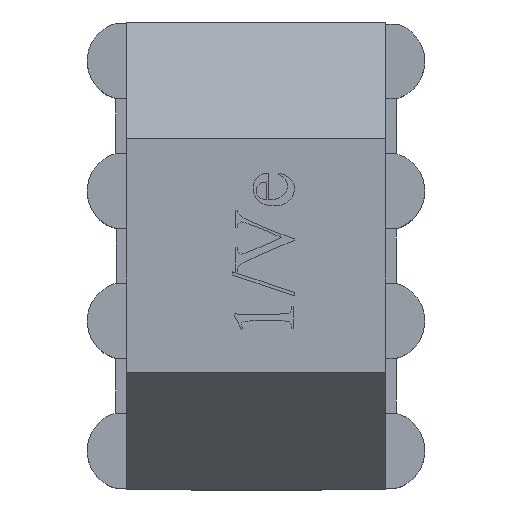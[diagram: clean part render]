
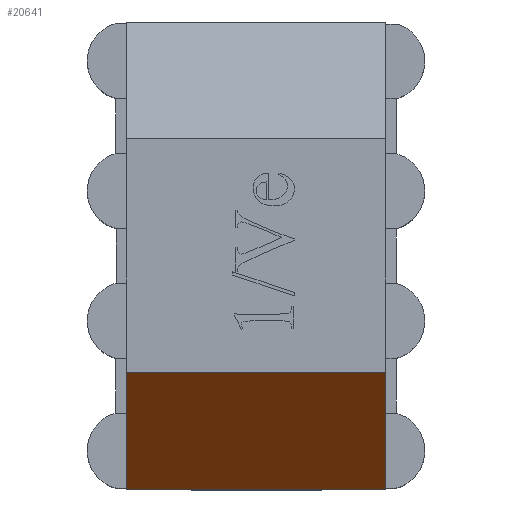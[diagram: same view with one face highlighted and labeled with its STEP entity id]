
A CAD part, top view. The second image highlights one B-rep face of the part: STEP entity #20641.
In plain terms, the highlighted planar face has unit normal (0, -0.743, 0.669).
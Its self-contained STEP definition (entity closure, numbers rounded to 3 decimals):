
#8257 = PLANE('',#8258);
#8258 = AXIS2_PLACEMENT_3D('',#8259,#8260,#8261);
#8259 = CARTESIAN_POINT('',(1.5,0.,15.));
#8260 = DIRECTION('',(0.,-1.,0.));
#8261 = DIRECTION('',(0.,0.,-1.));
#9313 = PLANE('',#9314);
#9314 = AXIS2_PLACEMENT_3D('',#9315,#9316,#9317);
#9315 = CARTESIAN_POINT('',(1.5,0.,1.5));
#9316 = DIRECTION('',(-1.,0.,0.));
#9317 = DIRECTION('',(0.,0.,-1.));
#9352 = VERTEX_POINT('',#9353);
#9353 = CARTESIAN_POINT('',(1.5,0.,15.));
#9588 = VERTEX_POINT('',#9589);
#9589 = CARTESIAN_POINT('',(11.5,0.,15.));
#9603 = PLANE('',#9604);
#9604 = AXIS2_PLACEMENT_3D('',#9605,#9606,#9607);
#9605 = CARTESIAN_POINT('',(11.5,10.051,7.5));
#9606 = DIRECTION('',(1.,0.,0.));
#9607 = DIRECTION('',(0.,0.,1.));
#9615 = EDGE_CURVE('',#9352,#9588,#9616,.T.);
#9616 = SURFACE_CURVE('',#9617,(#9621,#9628),.PCURVE_S1.);
#9617 = LINE('',#9618,#9619);
#9618 = CARTESIAN_POINT('',(1.5,0.,15.));
#9619 = VECTOR('',#9620,1.);
#9620 = DIRECTION('',(1.,0.,0.));
#9621 = PCURVE('',#8257,#9622);
#9622 = DEFINITIONAL_REPRESENTATION('',(#9623),#9627);
#9623 = LINE('',#9624,#9625);
#9624 = CARTESIAN_POINT('',(0.,0.));
#9625 = VECTOR('',#9626,1.);
#9626 = DIRECTION('',(0.,1.));
#9627 = ( GEOMETRIC_REPRESENTATION_CONTEXT(2) 
PARAMETRIC_REPRESENTATION_CONTEXT() REPRESENTATION_CONTEXT('2D SPACE',''
  ) );
#9628 = PCURVE('',#9629,#9634);
#9629 = PLANE('',#9630);
#9630 = AXIS2_PLACEMENT_3D('',#9631,#9632,#9633);
#9631 = CARTESIAN_POINT('',(11.5,0.,15.));
#9632 = DIRECTION('',(0.,-0.743,0.669
    ));
#9633 = DIRECTION('',(0.,-0.669,
    -0.743));
#9634 = DEFINITIONAL_REPRESENTATION('',(#9635),#9639);
#9635 = LINE('',#9636,#9637);
#9636 = CARTESIAN_POINT('',(0.,-10.));
#9637 = VECTOR('',#9638,1.);
#9638 = DIRECTION('',(0.,1.));
#9639 = ( GEOMETRIC_REPRESENTATION_CONTEXT(2) 
PARAMETRIC_REPRESENTATION_CONTEXT() REPRESENTATION_CONTEXT('2D SPACE',''
  ) );
#11775 = VERTEX_POINT('',#11776);
#11776 = CARTESIAN_POINT('',(11.5,4.5,20.));
#11790 = PLANE('',#11791);
#11791 = AXIS2_PLACEMENT_3D('',#11792,#11793,#11794);
#11792 = CARTESIAN_POINT('',(1.5,13.5,20.));
#11793 = DIRECTION('',(0.,0.,1.));
#11794 = DIRECTION('',(1.,0.,0.));
#11802 = EDGE_CURVE('',#11775,#9588,#11803,.T.);
#11803 = SURFACE_CURVE('',#11804,(#11808,#11815),.PCURVE_S1.);
#11804 = LINE('',#11805,#11806);
#11805 = CARTESIAN_POINT('',(11.5,4.5,20.));
#11806 = VECTOR('',#11807,1.);
#11807 = DIRECTION('',(0.,-0.669,-0.743));
#11808 = PCURVE('',#9603,#11809);
#11809 = DEFINITIONAL_REPRESENTATION('',(#11810),#11814);
#11810 = LINE('',#11811,#11812);
#11811 = CARTESIAN_POINT('',(12.5,5.551));
#11812 = VECTOR('',#11813,1.);
#11813 = DIRECTION('',(-0.743,0.669));
#11814 = ( GEOMETRIC_REPRESENTATION_CONTEXT(2) 
PARAMETRIC_REPRESENTATION_CONTEXT() REPRESENTATION_CONTEXT('2D SPACE',''
  ) );
#11815 = PCURVE('',#9629,#11816);
#11816 = DEFINITIONAL_REPRESENTATION('',(#11817),#11821);
#11817 = LINE('',#11818,#11819);
#11818 = CARTESIAN_POINT('',(-6.727,0.));
#11819 = VECTOR('',#11820,1.);
#11820 = DIRECTION('',(1.,0.));
#11821 = ( GEOMETRIC_REPRESENTATION_CONTEXT(2) 
PARAMETRIC_REPRESENTATION_CONTEXT() REPRESENTATION_CONTEXT('2D SPACE',''
  ) );
#20641 = ADVANCED_FACE('',(#20642),#9629,.T.);
#20642 = FACE_BOUND('',#20643,.T.);
#20643 = EDGE_LOOP('',(#20644,#20645,#20668,#20689));
#20644 = ORIENTED_EDGE('',*,*,#11802,.F.);
#20645 = ORIENTED_EDGE('',*,*,#20646,.T.);
#20646 = EDGE_CURVE('',#11775,#20647,#20649,.T.);
#20647 = VERTEX_POINT('',#20648);
#20648 = CARTESIAN_POINT('',(1.5,4.5,20.));
#20649 = SURFACE_CURVE('',#20650,(#20654,#20661),.PCURVE_S1.);
#20650 = LINE('',#20651,#20652);
#20651 = CARTESIAN_POINT('',(11.5,4.5,20.));
#20652 = VECTOR('',#20653,1.);
#20653 = DIRECTION('',(-1.,0.,0.));
#20654 = PCURVE('',#9629,#20655);
#20655 = DEFINITIONAL_REPRESENTATION('',(#20656),#20660);
#20656 = LINE('',#20657,#20658);
#20657 = CARTESIAN_POINT('',(-6.727,0.));
#20658 = VECTOR('',#20659,1.);
#20659 = DIRECTION('',(0.,-1.));
#20660 = ( GEOMETRIC_REPRESENTATION_CONTEXT(2) 
PARAMETRIC_REPRESENTATION_CONTEXT() REPRESENTATION_CONTEXT('2D SPACE',''
  ) );
#20661 = PCURVE('',#11790,#20662);
#20662 = DEFINITIONAL_REPRESENTATION('',(#20663),#20667);
#20663 = LINE('',#20664,#20665);
#20664 = CARTESIAN_POINT('',(10.,-9.));
#20665 = VECTOR('',#20666,1.);
#20666 = DIRECTION('',(-1.,0.));
#20667 = ( GEOMETRIC_REPRESENTATION_CONTEXT(2) 
PARAMETRIC_REPRESENTATION_CONTEXT() REPRESENTATION_CONTEXT('2D SPACE',''
  ) );
#20668 = ORIENTED_EDGE('',*,*,#20669,.T.);
#20669 = EDGE_CURVE('',#20647,#9352,#20670,.T.);
#20670 = SURFACE_CURVE('',#20671,(#20675,#20682),.PCURVE_S1.);
#20671 = LINE('',#20672,#20673);
#20672 = CARTESIAN_POINT('',(1.5,4.5,20.));
#20673 = VECTOR('',#20674,1.);
#20674 = DIRECTION('',(0.,-0.669,-0.743));
#20675 = PCURVE('',#9629,#20676);
#20676 = DEFINITIONAL_REPRESENTATION('',(#20677),#20681);
#20677 = LINE('',#20678,#20679);
#20678 = CARTESIAN_POINT('',(-6.727,-10.));
#20679 = VECTOR('',#20680,1.);
#20680 = DIRECTION('',(1.,0.));
#20681 = ( GEOMETRIC_REPRESENTATION_CONTEXT(2) 
PARAMETRIC_REPRESENTATION_CONTEXT() REPRESENTATION_CONTEXT('2D SPACE',''
  ) );
#20682 = PCURVE('',#9313,#20683);
#20683 = DEFINITIONAL_REPRESENTATION('',(#20684),#20688);
#20684 = LINE('',#20685,#20686);
#20685 = CARTESIAN_POINT('',(-18.5,-4.5));
#20686 = VECTOR('',#20687,1.);
#20687 = DIRECTION('',(0.743,0.669));
#20688 = ( GEOMETRIC_REPRESENTATION_CONTEXT(2) 
PARAMETRIC_REPRESENTATION_CONTEXT() REPRESENTATION_CONTEXT('2D SPACE',''
  ) );
#20689 = ORIENTED_EDGE('',*,*,#9615,.T.);
